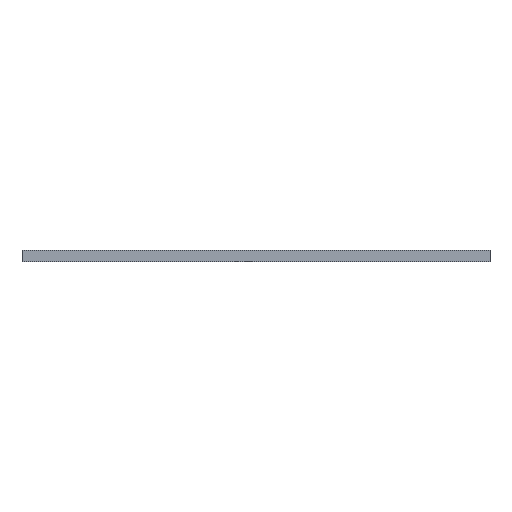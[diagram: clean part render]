
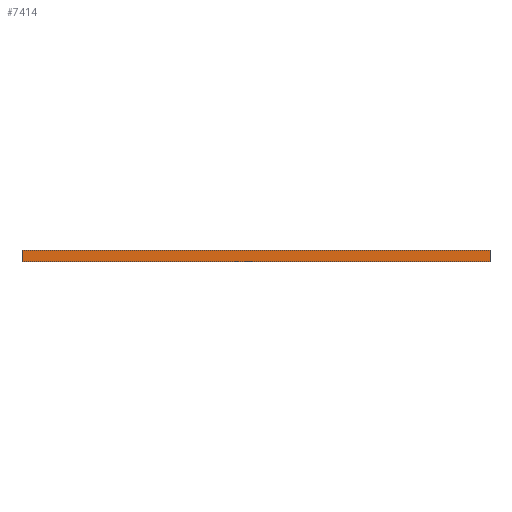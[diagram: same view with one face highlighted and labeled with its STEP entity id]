
A CAD part, left-side view. The second image highlights one B-rep face of the part: STEP entity #7414.
In plain terms, the highlighted planar face has unit normal (-1, 0, 0).
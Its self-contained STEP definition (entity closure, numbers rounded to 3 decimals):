
#178 = VECTOR ( 'NONE', #5539, 1000. ) ;
#274 = VERTEX_POINT ( 'NONE', #5214 ) ;
#1113 = ORIENTED_EDGE ( 'NONE', *, *, #3873, .T. ) ;
#1151 = FACE_OUTER_BOUND ( 'NONE', #3339, .T. ) ;
#1235 = CARTESIAN_POINT ( 'NONE',  ( -22.5, -2500., 120.22 ) ) ;
#1286 = LINE ( 'NONE', #1235, #2894 ) ;
#1513 = ORIENTED_EDGE ( 'NONE', *, *, #6555, .F. ) ;
#1790 = EDGE_CURVE ( 'NONE', #7327, #2535, #1286, .T. ) ;
#1854 = VERTEX_POINT ( 'NONE', #7230 ) ;
#2212 = CARTESIAN_POINT ( 'NONE',  ( -22.5, 2500., 120.22 ) ) ;
#2535 = VERTEX_POINT ( 'NONE', #3328 ) ;
#2786 = ORIENTED_EDGE ( 'NONE', *, *, #5907, .T. ) ;
#2894 = VECTOR ( 'NONE', #6506, 1000. ) ;
#3328 = CARTESIAN_POINT ( 'NONE',  ( -22.5, -2500., 0. ) ) ;
#3339 = EDGE_LOOP ( 'NONE', ( #6857, #1113, #2786, #1513 ) ) ;
#3579 = VECTOR ( 'NONE', #6580, 1000. ) ;
#3680 = CARTESIAN_POINT ( 'NONE',  ( -22.5, -2500., 120.22 ) ) ;
#3807 = DIRECTION ( 'NONE',  ( 1., 0., 0. ) ) ;
#3873 = EDGE_CURVE ( 'NONE', #7327, #274, #6219, .T. ) ;
#4001 = AXIS2_PLACEMENT_3D ( 'NONE', #3680, #3807, #4453 ) ;
#4377 = CARTESIAN_POINT ( 'NONE',  ( -22.5, -2500., 119.52 ) ) ;
#4453 = DIRECTION ( 'NONE',  ( 0., 0., -1. ) ) ;
#4979 = PLANE ( 'NONE',  #4001 ) ;
#5214 = CARTESIAN_POINT ( 'NONE',  ( -22.5, 2500., 119.52 ) ) ;
#5300 = LINE ( 'NONE', #7723, #3579 ) ;
#5539 = DIRECTION ( 'NONE',  ( 0., 0., -1. ) ) ;
#5869 = VECTOR ( 'NONE', #6986, 1000. ) ;
#5907 = EDGE_CURVE ( 'NONE', #274, #1854, #8041, .T. ) ;
#6219 = LINE ( 'NONE', #4377, #5869 ) ;
#6506 = DIRECTION ( 'NONE',  ( 0., 0., -1. ) ) ;
#6555 = EDGE_CURVE ( 'NONE', #2535, #1854, #5300, .T. ) ;
#6580 = DIRECTION ( 'NONE',  ( 0., 1., 0. ) ) ;
#6857 = ORIENTED_EDGE ( 'NONE', *, *, #1790, .F. ) ;
#6986 = DIRECTION ( 'NONE',  ( 0., 1., 0. ) ) ;
#7230 = CARTESIAN_POINT ( 'NONE',  ( -22.5, 2500., 0. ) ) ;
#7327 = VERTEX_POINT ( 'NONE', #7645 ) ;
#7414 = ADVANCED_FACE ( 'NONE', ( #1151 ), #4979, .F. ) ;
#7645 = CARTESIAN_POINT ( 'NONE',  ( -22.5, -2500., 119.52 ) ) ;
#7723 = CARTESIAN_POINT ( 'NONE',  ( -22.5, -2500., 0. ) ) ;
#8041 = LINE ( 'NONE', #2212, #178 ) ;
